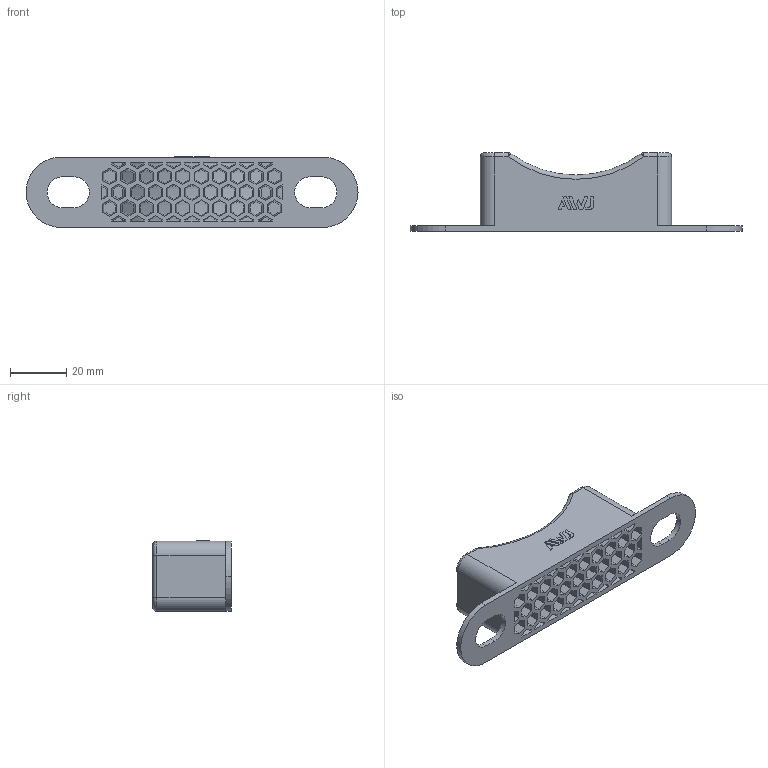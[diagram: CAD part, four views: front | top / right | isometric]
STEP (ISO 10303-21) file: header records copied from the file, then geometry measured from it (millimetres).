
FILE_DESCRIPTION( ( 'STEP AP203' ), '1' );
FILE_NAME( 'SG65・75SU.step', '2022-07-19T06:35:44', ( ' ' ), ( ' ' ), 'XStep 1.0', ' ', ' ' );
FILE_SCHEMA( ( 'CONFIG_CONTROL_DESIGN' ) );
Length unit declared in the file: millimetre
Products named in the file (1): 1
Bounding box: 118 x 28 x 25.2 mm (x, y, z)
Volume: 28551.6 mm3; surface area: 23994.3 mm2
Topology: 1 solids, 1 shells, 412 faces, 1052 edges, 692 vertices
Faces by surface type: plane 332, cylinder 70, torus 6, sphere 4
Entity records: 12394 total; most frequent: CARTESIAN_POINT 2153, ORIENTED_EDGE 2096, DIRECTION 2084, EDGE_CURVE 1048, LINE 838, VECTOR 838, VERTEX_POINT 692, AXIS2_PLACEMENT_3D 623
